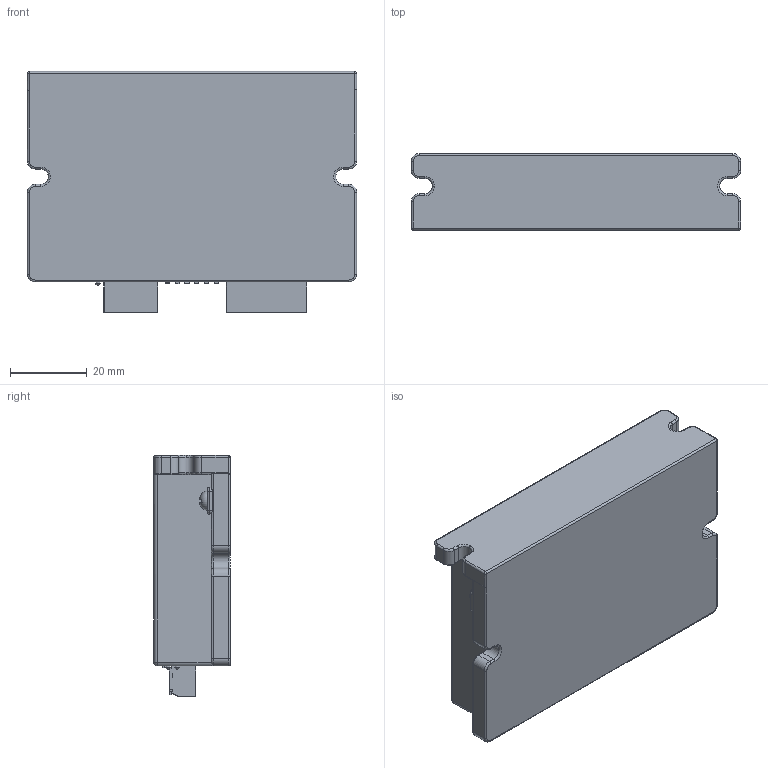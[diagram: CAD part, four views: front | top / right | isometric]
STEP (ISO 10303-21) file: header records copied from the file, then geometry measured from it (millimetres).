
FILE_DESCRIPTION (( 'STEP AP214' ), '1' );
FILE_NAME ('DM320T.STEP', '2018-03-21T06:17:55', ( '' ), ( '' ), 'SwSTEP 2.0', 'SolidWorks 2014', '' );
FILE_SCHEMA (( 'AUTOMOTIVE_DESIGN' ));
Length unit declared in the file: millimetre
Products named in the file (1): DM320T
Bounding box: 86 x 20 x 62.99 mm (x, y, z)
Volume: 85327.4 mm3; surface area: 16692.1 mm2
Topology: 1 solids, 1 shells, 623 faces, 1577 edges, 988 vertices
Faces by surface type: plane 364, cylinder 181, torus 47, sphere 16, bspline 15
Entity records: 24384 total; most frequent: CARTESIAN_POINT 3701, DIRECTION 3134, ORIENTED_EDGE 3120, EDGE_CURVE 1560, AXIS2_PLACEMENT_3D 1046, LINE 1042, VECTOR 1042, VERTEX_POINT 988
